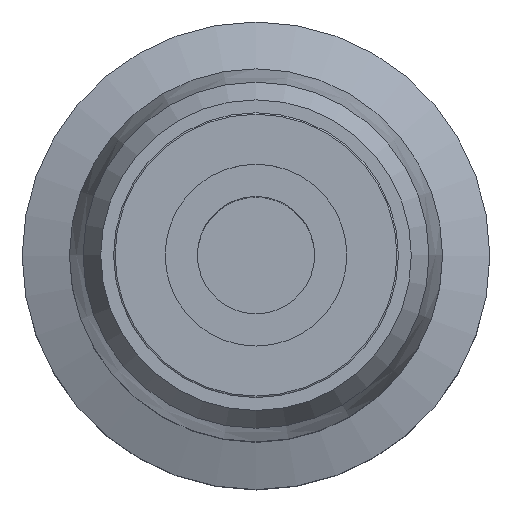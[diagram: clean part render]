
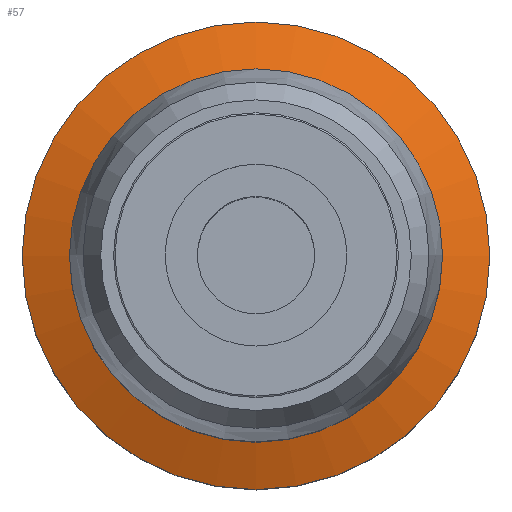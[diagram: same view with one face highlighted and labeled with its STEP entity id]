
A CAD part, top view. The second image highlights one B-rep face of the part: STEP entity #57.
In plain terms, the highlighted conical face has half-angle 70 degrees and reference radius 13.251 mm.
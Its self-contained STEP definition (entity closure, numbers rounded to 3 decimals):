
#45=CONICAL_SURFACE('',#250,13.251,70.);
#57=ADVANCED_FACE('',(#86,#87),#45,.T.);
#86=FACE_BOUND('',#120,.T.);
#87=FACE_BOUND('',#121,.T.);
#120=EDGE_LOOP('',(#156));
#121=EDGE_LOOP('',(#157));
#156=ORIENTED_EDGE('',*,*,#210,.F.);
#157=ORIENTED_EDGE('',*,*,#208,.T.);
#190=VERTEX_POINT('',#363);
#192=VERTEX_POINT('',#368);
#208=EDGE_CURVE('',#190,#190,#226,.T.);
#210=EDGE_CURVE('',#192,#192,#228,.T.);
#226=CIRCLE('',#246,12.725);
#228=CIRCLE('',#249,15.95);
#246=AXIS2_PLACEMENT_3D('',#362,#288,#289);
#249=AXIS2_PLACEMENT_3D('',#367,#294,#295);
#250=AXIS2_PLACEMENT_3D('',#369,#296,#297);
#288=DIRECTION('',(0.,0.,-1.));
#289=DIRECTION('',(-1.,0.,0.));
#294=DIRECTION('',(0.,0.,-1.));
#295=DIRECTION('',(-1.,0.,0.));
#296=DIRECTION('',(0.,0.,-1.));
#297=DIRECTION('',(-1.,0.,0.));
#362=CARTESIAN_POINT('',(0.,0.,13.94));
#363=CARTESIAN_POINT('',(-12.725,0.,13.94));
#367=CARTESIAN_POINT('',(0.,0.,12.766));
#368=CARTESIAN_POINT('',(-15.95,0.,12.766));
#369=CARTESIAN_POINT('',(0.,0.,13.748));
